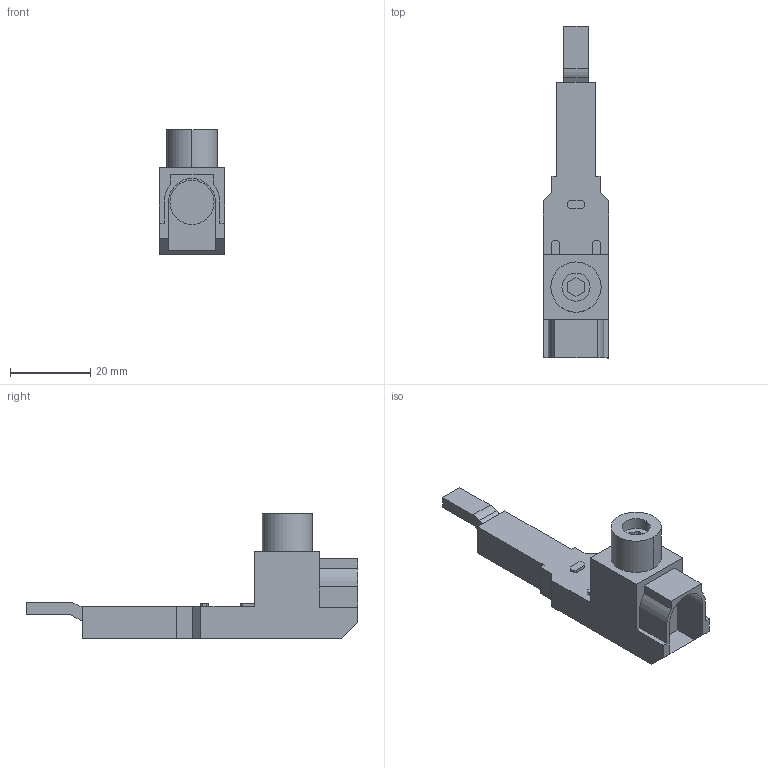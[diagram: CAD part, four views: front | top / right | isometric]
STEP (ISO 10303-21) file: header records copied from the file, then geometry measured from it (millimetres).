
FILE_DESCRIPTION (( 'STEP AP203' ), '1' );
FILE_NAME ('GMCBU-BBM-PTB.step', '2024-07-23T19:29:36', ( '' ), ( '' ), 'SwSTEP 2.0', 'SolidWorks 2023', '' );
FILE_SCHEMA (( 'CONFIG_CONTROL_DESIGN' ));
Length unit declared in the file: inch
Products named in the file (1): GMCBU-BBM-PTB
Bounding box: 16.2 x 82.6 x 31.1 mm (x, y, z)
Volume: 10441.8 mm3; surface area: 5966.6 mm2
Topology: 1 solids, 1 shells, 79 faces, 213 edges, 142 vertices
Faces by surface type: plane 67, cylinder 12
Entity records: 2530 total; most frequent: CARTESIAN_POINT 435, ORIENTED_EDGE 426, DIRECTION 397, EDGE_CURVE 213, LINE 189, VECTOR 189, VERTEX_POINT 142, AXIS2_PLACEMENT_3D 104
